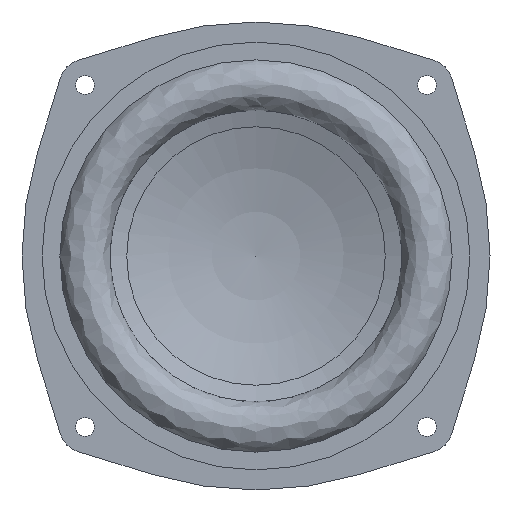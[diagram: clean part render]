
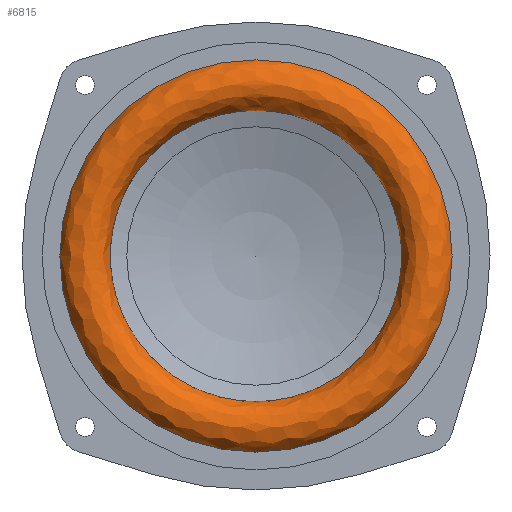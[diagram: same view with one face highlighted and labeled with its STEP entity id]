
A CAD part, front view. The second image highlights one B-rep face of the part: STEP entity #6815.
In plain terms, the highlighted face is a revolution surface.
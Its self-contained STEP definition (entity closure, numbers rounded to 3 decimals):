
#6764 = PLANE('',#6765);
#6765 = AXIS2_PLACEMENT_3D('',#6766,#6767,#6768);
#6766 = CARTESIAN_POINT('',(0.,-2.5,0.)
  );
#6767 = DIRECTION('',(0.,1.,0.));
#6768 = DIRECTION('',(0.,0.,1.));
#6783 = EDGE_CURVE('',#6784,#6784,#6786,.T.);
#6784 = VERTEX_POINT('',#6785);
#6785 = CARTESIAN_POINT('',(0.,-2.5,44.));
#6786 = SURFACE_CURVE('',#6787,(#6792,#6799),.PCURVE_S1.);
#6787 = CIRCLE('',#6788,44.);
#6788 = AXIS2_PLACEMENT_3D('',#6789,#6790,#6791);
#6789 = CARTESIAN_POINT('',(0.,-2.5,0.)
  );
#6790 = DIRECTION('',(0.,1.,0.));
#6791 = DIRECTION('',(0.,0.,1.));
#6792 = PCURVE('',#6764,#6793);
#6793 = DEFINITIONAL_REPRESENTATION('',(#6794),#6798);
#6794 = CIRCLE('',#6795,44.);
#6795 = AXIS2_PLACEMENT_2D('',#6796,#6797);
#6796 = CARTESIAN_POINT('',(0.,0.));
#6797 = DIRECTION('',(1.,0.));
#6798 = ( GEOMETRIC_REPRESENTATION_CONTEXT(2) 
PARAMETRIC_REPRESENTATION_CONTEXT() REPRESENTATION_CONTEXT('2D SPACE',''
  ) );
#6799 = PCURVE('',#6800,#6809);
#6800 = SURFACE_OF_REVOLUTION('',#6801,#6806);
#6801 = CIRCLE('',#6802,5.865);
#6802 = AXIS2_PLACEMENT_3D('',#6803,#6804,#6805);
#6803 = CARTESIAN_POINT('',(0.,-0.463,38.5));
#6804 = DIRECTION('',(1.,0.,0.));
#6805 = DIRECTION('',(0.,1.,0.));
#6806 = AXIS1_PLACEMENT('',#6807,#6808);
#6807 = CARTESIAN_POINT('',(0.,-2.,0.));
#6808 = DIRECTION('',(0.,1.,0.));
#6809 = DEFINITIONAL_REPRESENTATION('',(#6810),#6814);
#6810 = LINE('',#6811,#6812);
#6811 = CARTESIAN_POINT('',(0.,1.925));
#6812 = VECTOR('',#6813,1.);
#6813 = DIRECTION('',(1.,0.));
#6814 = ( GEOMETRIC_REPRESENTATION_CONTEXT(2) 
PARAMETRIC_REPRESENTATION_CONTEXT() REPRESENTATION_CONTEXT('2D SPACE',''
  ) );
#6815 = ADVANCED_FACE('',(#6816),#6800,.F.);
#6816 = FACE_BOUND('',#6817,.F.);
#6817 = EDGE_LOOP('',(#6818,#6819,#6843,#6870));
#6818 = ORIENTED_EDGE('',*,*,#6783,.T.);
#6819 = ORIENTED_EDGE('',*,*,#6820,.T.);
#6820 = EDGE_CURVE('',#6784,#6821,#6823,.T.);
#6821 = VERTEX_POINT('',#6822);
#6822 = CARTESIAN_POINT('',(0.,1.573,33.));
#6823 = SEAM_CURVE('',#6824,(#6829,#6836),.PCURVE_S1.);
#6824 = CIRCLE('',#6825,5.865);
#6825 = AXIS2_PLACEMENT_3D('',#6826,#6827,#6828);
#6826 = CARTESIAN_POINT('',(0.,-0.463,38.5));
#6827 = DIRECTION('',(1.,0.,0.));
#6828 = DIRECTION('',(0.,1.,0.));
#6829 = PCURVE('',#6800,#6830);
#6830 = DEFINITIONAL_REPRESENTATION('',(#6831),#6835);
#6831 = LINE('',#6832,#6833);
#6832 = CARTESIAN_POINT('',(0.,0.));
#6833 = VECTOR('',#6834,1.);
#6834 = DIRECTION('',(0.,1.));
#6835 = ( GEOMETRIC_REPRESENTATION_CONTEXT(2) 
PARAMETRIC_REPRESENTATION_CONTEXT() REPRESENTATION_CONTEXT('2D SPACE',''
  ) );
#6836 = PCURVE('',#6800,#6837);
#6837 = DEFINITIONAL_REPRESENTATION('',(#6838),#6842);
#6838 = LINE('',#6839,#6840);
#6839 = CARTESIAN_POINT('',(6.283,0.));
#6840 = VECTOR('',#6841,1.);
#6841 = DIRECTION('',(0.,1.));
#6842 = ( GEOMETRIC_REPRESENTATION_CONTEXT(2) 
PARAMETRIC_REPRESENTATION_CONTEXT() REPRESENTATION_CONTEXT('2D SPACE',''
  ) );
#6843 = ORIENTED_EDGE('',*,*,#6844,.F.);
#6844 = EDGE_CURVE('',#6821,#6821,#6845,.T.);
#6845 = SURFACE_CURVE('',#6846,(#6851,#6858),.PCURVE_S1.);
#6846 = CIRCLE('',#6847,33.);
#6847 = AXIS2_PLACEMENT_3D('',#6848,#6849,#6850);
#6848 = CARTESIAN_POINT('',(0.,1.573,
    0.));
#6849 = DIRECTION('',(0.,1.,0.));
#6850 = DIRECTION('',(0.,0.,1.));
#6851 = PCURVE('',#6800,#6852);
#6852 = DEFINITIONAL_REPRESENTATION('',(#6853),#6857);
#6853 = LINE('',#6854,#6855);
#6854 = CARTESIAN_POINT('',(0.,5.067));
#6855 = VECTOR('',#6856,1.);
#6856 = DIRECTION('',(1.,0.));
#6857 = ( GEOMETRIC_REPRESENTATION_CONTEXT(2) 
PARAMETRIC_REPRESENTATION_CONTEXT() REPRESENTATION_CONTEXT('2D SPACE',''
  ) );
#6858 = PCURVE('',#6859,#6864);
#6859 = CONICAL_SURFACE('',#6860,33.,1.216);
#6860 = AXIS2_PLACEMENT_3D('',#6861,#6862,#6863);
#6861 = CARTESIAN_POINT('',(0.,1.573,
    0.));
#6862 = DIRECTION('',(0.,-1.,0.));
#6863 = DIRECTION('',(0.,0.,1.));
#6864 = DEFINITIONAL_REPRESENTATION('',(#6865),#6869);
#6865 = LINE('',#6866,#6867);
#6866 = CARTESIAN_POINT('',(0.,0.));
#6867 = VECTOR('',#6868,1.);
#6868 = DIRECTION('',(-1.,-0.));
#6869 = ( GEOMETRIC_REPRESENTATION_CONTEXT(2) 
PARAMETRIC_REPRESENTATION_CONTEXT() REPRESENTATION_CONTEXT('2D SPACE',''
  ) );
#6870 = ORIENTED_EDGE('',*,*,#6820,.F.);
